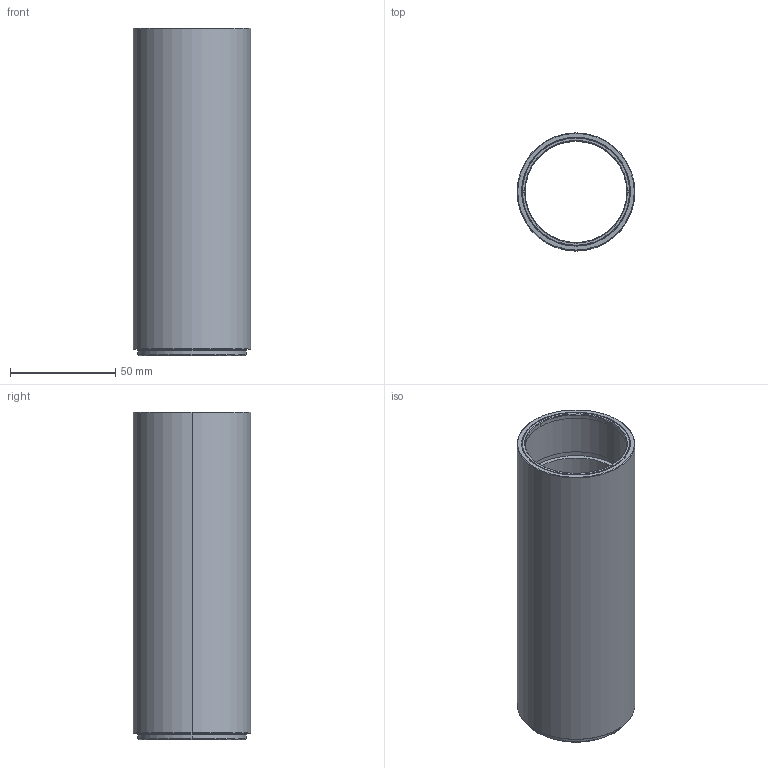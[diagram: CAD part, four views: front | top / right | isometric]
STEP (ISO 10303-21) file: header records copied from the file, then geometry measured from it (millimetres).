
FILE_DESCRIPTION (( 'STEP AP214' ), '1' );
FILE_NAME ('1675-E0W.STEP', '2015-12-21T21:03:27', ( 'admin' ), ( '' ), 'SwSTEP 2.0', 'SolidWorks 2014', '' );
FILE_SCHEMA (( 'AUTOMOTIVE_DESIGN' ));
Length unit declared in the file: millimetre
Products named in the file (1): 1675-E0W
Bounding box: 55.88 x 55.88 x 155.45 mm (x, y, z)
Volume: 90687.5 mm3; surface area: 53742 mm2
Topology: 2 solids, 2 shells, 307 faces, 817 edges, 540 vertices
Faces by surface type: bspline 168, plane 105, cone 18, cylinder 16
Entity records: 16525 total; most frequent: CARTESIAN_POINT 6577, ORIENTED_EDGE 1634, EDGE_CURVE 817, DIRECTION 811, VERTEX_POINT 540, LINE 415, VECTOR 415, B_SPLINE_CURVE_WITH_KNOTS 344
